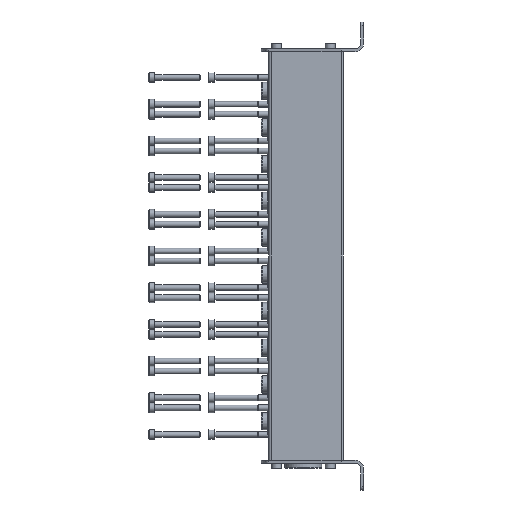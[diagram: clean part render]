
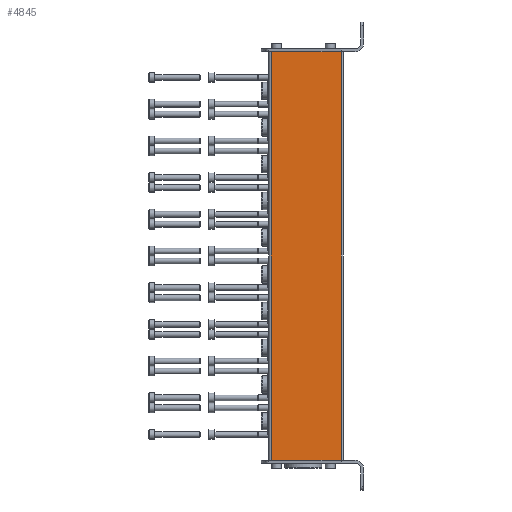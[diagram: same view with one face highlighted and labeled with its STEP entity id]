
A CAD part, left-side view. The second image highlights one B-rep face of the part: STEP entity #4845.
In plain terms, the highlighted planar face has unit normal (-1, 0, 0).
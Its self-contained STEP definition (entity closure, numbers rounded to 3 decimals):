
#412=LINE('',#7843,#650);
#413=LINE('',#7846,#651);
#414=LINE('',#7848,#652);
#415=LINE('',#7850,#653);
#650=VECTOR('',#5982,1000.);
#651=VECTOR('',#5983,1000.);
#652=VECTOR('',#5984,1000.);
#653=VECTOR('',#5985,1000.);
#888=PLANE('',#5263);
#1335=ORIENTED_EDGE('',*,*,#2513,.F.);
#1336=ORIENTED_EDGE('',*,*,#2514,.F.);
#1337=ORIENTED_EDGE('',*,*,#2515,.T.);
#1338=ORIENTED_EDGE('',*,*,#2516,.T.);
#2513=EDGE_CURVE('',#3102,#3103,#412,.T.);
#2514=EDGE_CURVE('',#3104,#3102,#413,.T.);
#2515=EDGE_CURVE('',#3104,#3105,#414,.T.);
#2516=EDGE_CURVE('',#3105,#3103,#415,.T.);
#3102=VERTEX_POINT('',#7844);
#3103=VERTEX_POINT('',#7845);
#3104=VERTEX_POINT('',#7847);
#3105=VERTEX_POINT('',#7849);
#3609=EDGE_LOOP('',(#1335,#1336,#1337,#1338));
#4159=FACE_BOUND('',#3609,.T.);
#4845=ADVANCED_FACE('',(#4159),#888,.T.);
#5263=AXIS2_PLACEMENT_3D('',#7842,#5980,#5981);
#5980=DIRECTION('',(-1.,0.,0.));
#5981=DIRECTION('',(0.,0.,1.));
#5982=DIRECTION('',(0.,-1.,0.));
#5983=DIRECTION('',(0.,0.,1.));
#5984=DIRECTION('',(0.,-1.,0.));
#5985=DIRECTION('',(0.,0.,1.));
#7842=CARTESIAN_POINT('',(-17.,28.,-356.));
#7843=CARTESIAN_POINT('',(-17.,28.,0.));
#7844=CARTESIAN_POINT('',(-17.,28.,0.));
#7845=CARTESIAN_POINT('',(-17.,-33.,0.));
#7846=CARTESIAN_POINT('',(-17.,28.,-356.));
#7847=CARTESIAN_POINT('',(-17.,28.,-356.));
#7848=CARTESIAN_POINT('',(-17.,28.,-356.));
#7849=CARTESIAN_POINT('',(-17.,-33.,-356.));
#7850=CARTESIAN_POINT('',(-17.,-33.,-356.));
